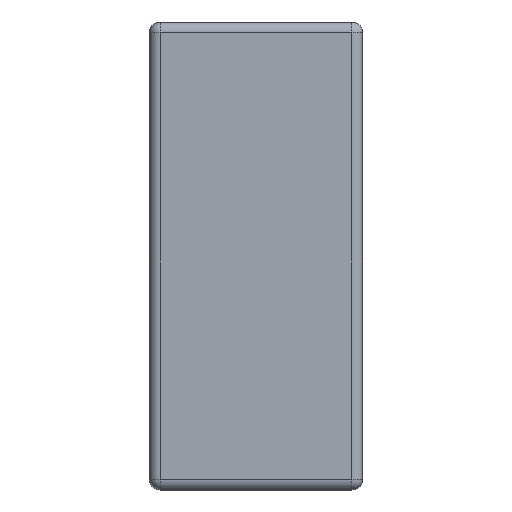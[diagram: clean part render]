
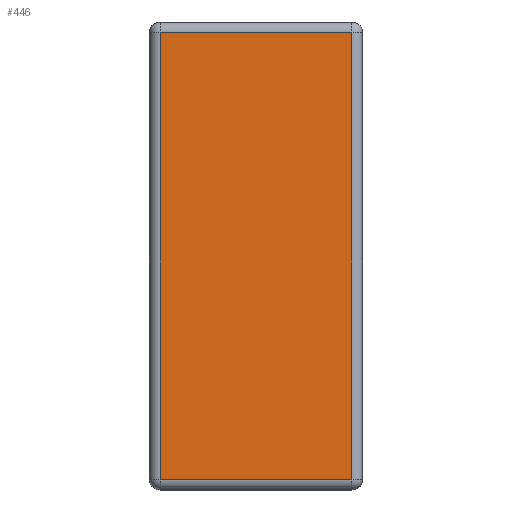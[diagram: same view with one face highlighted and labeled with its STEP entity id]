
A CAD part, left-side view. The second image highlights one B-rep face of the part: STEP entity #446.
In plain terms, the highlighted planar face has unit normal (-1, 0, 0).
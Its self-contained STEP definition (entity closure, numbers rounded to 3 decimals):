
#28=PLANE('',#524);
#75=FACE_OUTER_BOUND('',#110,.T.);
#110=EDGE_LOOP('',(#395,#396,#397,#398));
#125=LINE('',#772,#154);
#130=LINE('',#787,#159);
#139=LINE('',#801,#168);
#141=LINE('',#804,#170);
#154=VECTOR('',#629,10.);
#159=VECTOR('',#650,10.);
#168=VECTOR('',#669,10.);
#170=VECTOR('',#673,10.);
#217=VERTEX_POINT('',#728);
#221=VERTEX_POINT('',#739);
#224=VERTEX_POINT('',#746);
#231=VERTEX_POINT('',#765);
#273=EDGE_CURVE('',#231,#224,#125,.T.);
#281=EDGE_CURVE('',#221,#231,#130,.T.);
#290=EDGE_CURVE('',#224,#217,#139,.T.);
#292=EDGE_CURVE('',#217,#221,#141,.T.);
#395=ORIENTED_EDGE('',*,*,#273,.F.);
#396=ORIENTED_EDGE('',*,*,#281,.F.);
#397=ORIENTED_EDGE('',*,*,#292,.F.);
#398=ORIENTED_EDGE('',*,*,#290,.F.);
#446=ADVANCED_FACE('',(#75),#28,.T.);
#524=AXIS2_PLACEMENT_3D('',#808,#678,#679);
#629=DIRECTION('',(0.,0.,-1.));
#650=DIRECTION('',(0.,-1.,0.));
#669=DIRECTION('',(0.,1.,0.));
#673=DIRECTION('',(0.,0.,1.));
#678=DIRECTION('center_axis',(-1.,0.,0.));
#679=DIRECTION('ref_axis',(0.,0.,1.));
#728=CARTESIAN_POINT('',(0.,9.5,0.5));
#739=CARTESIAN_POINT('',(0.,9.5,21.441));
#746=CARTESIAN_POINT('',(0.,0.5,0.5));
#765=CARTESIAN_POINT('',(0.,0.5,21.441));
#772=CARTESIAN_POINT('',(0.,0.5,5.5));
#787=CARTESIAN_POINT('',(0.,0.,21.441));
#801=CARTESIAN_POINT('',(0.,0.,0.5));
#804=CARTESIAN_POINT('',(0.,9.5,5.5));
#808=CARTESIAN_POINT('Origin',(0.,0.,0.));
